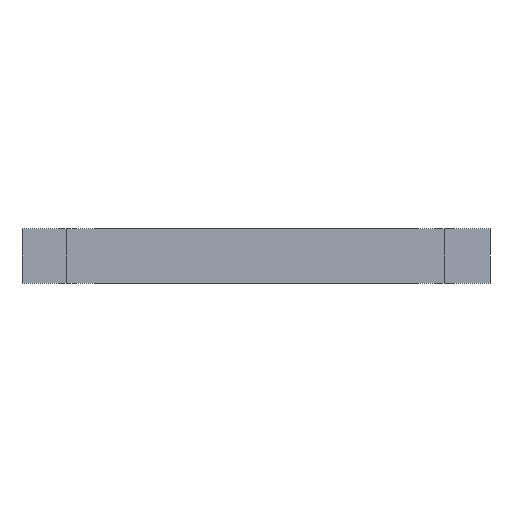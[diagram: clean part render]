
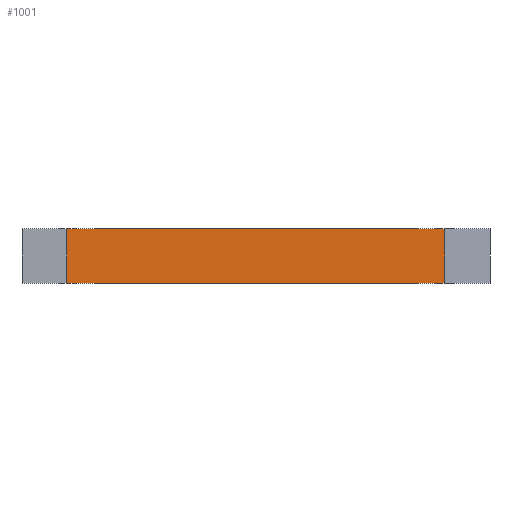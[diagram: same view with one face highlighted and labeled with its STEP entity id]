
A CAD part, front view. The second image highlights one B-rep face of the part: STEP entity #1001.
In plain terms, the highlighted planar face has unit normal (0, -1, 0).
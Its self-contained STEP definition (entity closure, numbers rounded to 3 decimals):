
#176 = VERTEX_POINT('',#177);
#177 = CARTESIAN_POINT('',(100.55,-74.31,0.));
#183 = EDGE_CURVE('',#184,#176,#186,.T.);
#184 = VERTEX_POINT('',#185);
#185 = CARTESIAN_POINT('',(111.05,-74.31,0.));
#186 = LINE('',#187,#188);
#187 = CARTESIAN_POINT('',(111.05,-74.31,0.));
#188 = VECTOR('',#189,1.);
#189 = DIRECTION('',(-1.,0.,0.));
#523 = VERTEX_POINT('',#524);
#524 = CARTESIAN_POINT('',(100.55,-74.31,1.51));
#530 = EDGE_CURVE('',#531,#523,#533,.T.);
#531 = VERTEX_POINT('',#532);
#532 = CARTESIAN_POINT('',(111.05,-74.31,1.51));
#533 = LINE('',#534,#535);
#534 = CARTESIAN_POINT('',(111.05,-74.31,1.51));
#535 = VECTOR('',#536,1.);
#536 = DIRECTION('',(-1.,0.,0.));
#971 = EDGE_CURVE('',#176,#523,#972,.T.);
#972 = LINE('',#973,#974);
#973 = CARTESIAN_POINT('',(100.55,-74.31,0.));
#974 = VECTOR('',#975,1.);
#975 = DIRECTION('',(0.,0.,1.));
#990 = EDGE_CURVE('',#184,#531,#991,.T.);
#991 = LINE('',#992,#993);
#992 = CARTESIAN_POINT('',(111.05,-74.31,0.));
#993 = VECTOR('',#994,1.);
#994 = DIRECTION('',(0.,0.,1.));
#1001 = ADVANCED_FACE('',(#1002),#1008,.T.);
#1002 = FACE_BOUND('',#1003,.T.);
#1003 = EDGE_LOOP('',(#1004,#1005,#1006,#1007));
#1004 = ORIENTED_EDGE('',*,*,#990,.T.);
#1005 = ORIENTED_EDGE('',*,*,#530,.T.);
#1006 = ORIENTED_EDGE('',*,*,#971,.F.);
#1007 = ORIENTED_EDGE('',*,*,#183,.F.);
#1008 = PLANE('',#1009);
#1009 = AXIS2_PLACEMENT_3D('',#1010,#1011,#1012);
#1010 = CARTESIAN_POINT('',(111.05,-74.31,0.));
#1011 = DIRECTION('',(0.,-1.,0.));
#1012 = DIRECTION('',(-1.,0.,0.));
